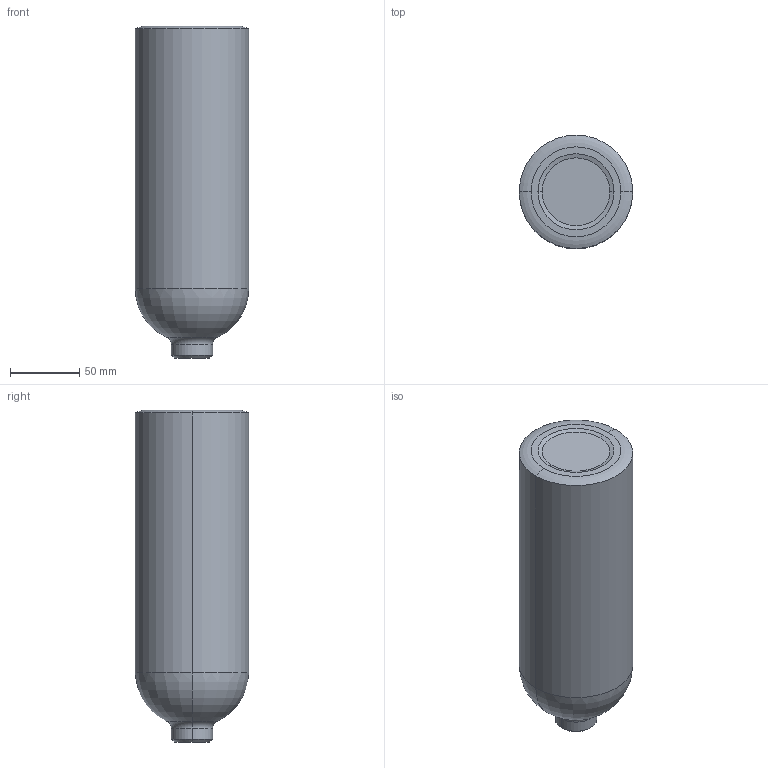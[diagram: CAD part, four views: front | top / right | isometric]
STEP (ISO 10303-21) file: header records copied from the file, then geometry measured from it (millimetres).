
FILE_DESCRIPTION (( 'STEP AP203' ), '1' );
FILE_NAME ('SE_01_1_2001.STEP', '2020-10-21T10:23:44', ( '' ), ( '' ), 'SwSTEP 2.0', 'SolidWorks 2017', '' );
FILE_SCHEMA (( 'CONFIG_CONTROL_DESIGN' ));
Length unit declared in the file: millimetre
Products named in the file (1): SE_01_1_2001
Bounding box: 82 x 82 x 240 mm (x, y, z)
Volume: 399984.1 mm3; surface area: 115328 mm2
Topology: 1 solids, 1 shells, 26 faces, 50 edges, 28 vertices
Faces by surface type: torus 10, cylinder 8, cone 4, plane 4
Entity records: 741 total; most frequent: DIRECTION 142, CARTESIAN_POINT 105, ORIENTED_EDGE 100, AXIS2_PLACEMENT_3D 65, EDGE_CURVE 50, CIRCLE 38, VERTEX_POINT 28, EDGE_LOOP 28
